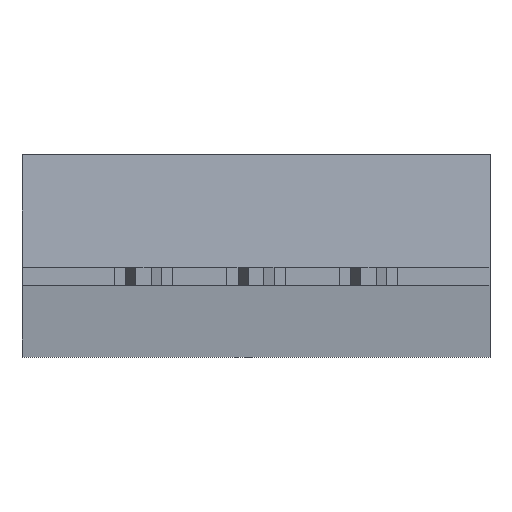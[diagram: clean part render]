
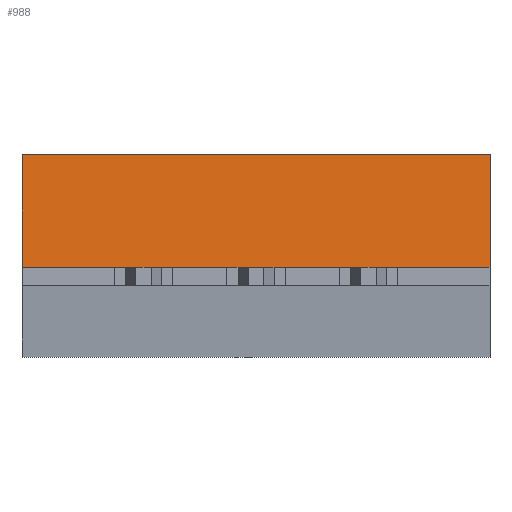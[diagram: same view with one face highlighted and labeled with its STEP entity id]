
A CAD part, front view. The second image highlights one B-rep face of the part: STEP entity #988.
In plain terms, the highlighted planar face has unit normal (0, -0.998, 0.07).
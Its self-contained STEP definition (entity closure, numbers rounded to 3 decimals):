
#27=PLANE('',#1063);
#78=FACE_OUTER_BOUND('',#131,.T.);
#131=EDGE_LOOP('',(#718,#719,#720,#721,#722,#723,#724,#725,#726,#727));
#183=LINE('',#1383,#314);
#186=LINE('',#1389,#317);
#204=LINE('',#1429,#335);
#209=LINE('',#1438,#340);
#211=LINE('',#1444,#342);
#215=LINE('',#1453,#346);
#218=LINE('',#1458,#349);
#219=LINE('',#1459,#350);
#220=LINE('',#1460,#351);
#221=LINE('',#1461,#352);
#314=VECTOR('',#1133,1000.);
#317=VECTOR('',#1138,1000.);
#335=VECTOR('',#1164,1000.);
#340=VECTOR('',#1171,1000.);
#342=VECTOR('',#1175,1000.);
#346=VECTOR('',#1181,1000.);
#349=VECTOR('',#1186,1000.);
#350=VECTOR('',#1187,1000.);
#351=VECTOR('',#1188,1000.);
#352=VECTOR('',#1189,1000.);
#450=VERTEX_POINT('',#1380);
#451=VERTEX_POINT('',#1382);
#453=VERTEX_POINT('',#1388);
#469=VERTEX_POINT('',#1425);
#471=VERTEX_POINT('',#1428);
#474=VERTEX_POINT('',#1435);
#475=VERTEX_POINT('',#1440);
#477=VERTEX_POINT('',#1443);
#479=VERTEX_POINT('',#1449);
#481=VERTEX_POINT('',#1452);
#539=EDGE_CURVE('',#451,#450,#183,.T.);
#542=EDGE_CURVE('',#451,#453,#186,.T.);
#560=EDGE_CURVE('',#469,#471,#204,.T.);
#565=EDGE_CURVE('',#453,#474,#209,.T.);
#567=EDGE_CURVE('',#475,#477,#211,.T.);
#571=EDGE_CURVE('',#479,#481,#215,.T.);
#574=EDGE_CURVE('',#450,#481,#218,.T.);
#575=EDGE_CURVE('',#477,#479,#219,.T.);
#576=EDGE_CURVE('',#471,#475,#220,.T.);
#577=EDGE_CURVE('',#474,#469,#221,.T.);
#718=ORIENTED_EDGE('',*,*,#574,.T.);
#719=ORIENTED_EDGE('',*,*,#571,.F.);
#720=ORIENTED_EDGE('',*,*,#575,.F.);
#721=ORIENTED_EDGE('',*,*,#567,.F.);
#722=ORIENTED_EDGE('',*,*,#576,.F.);
#723=ORIENTED_EDGE('',*,*,#560,.F.);
#724=ORIENTED_EDGE('',*,*,#577,.F.);
#725=ORIENTED_EDGE('',*,*,#565,.F.);
#726=ORIENTED_EDGE('',*,*,#542,.F.);
#727=ORIENTED_EDGE('',*,*,#539,.T.);
#988=ADVANCED_FACE('',(#78),#27,.F.);
#1063=AXIS2_PLACEMENT_3D('',#1457,#1184,#1185);
#1133=DIRECTION('',(-1.,0.,0.));
#1138=DIRECTION('',(0.,-0.07,-0.998));
#1164=DIRECTION('',(-1.,0.,0.));
#1171=DIRECTION('',(-1.,0.,0.));
#1175=DIRECTION('',(-1.,0.,0.));
#1181=DIRECTION('',(-1.,0.,0.));
#1184=DIRECTION('center_axis',(0.,0.998,-0.07));
#1185=DIRECTION('ref_axis',(0.,0.07,0.998));
#1186=DIRECTION('',(0.,-0.07,-0.998));
#1187=DIRECTION('',(-1.,0.,0.));
#1188=DIRECTION('',(-1.,0.,0.));
#1189=DIRECTION('',(-1.,0.,0.));
#1380=CARTESIAN_POINT('',(-5.2,-14.725,0.));
#1382=CARTESIAN_POINT('',(5.2,-14.725,0.));
#1383=CARTESIAN_POINT('',(5.2,-14.725,0.));
#1388=CARTESIAN_POINT('',(5.2,-14.9,-2.5));
#1389=CARTESIAN_POINT('',(5.2,-14.9,-2.5));
#1425=CARTESIAN_POINT('',(1.85,-14.9,-2.5));
#1428=CARTESIAN_POINT('',(0.65,-14.9,-2.5));
#1429=CARTESIAN_POINT('',(5.2,-14.9,-2.5));
#1435=CARTESIAN_POINT('',(3.15,-14.9,-2.5));
#1438=CARTESIAN_POINT('',(5.2,-14.9,-2.5));
#1440=CARTESIAN_POINT('',(-0.65,-14.9,-2.5));
#1443=CARTESIAN_POINT('',(-1.85,-14.9,-2.5));
#1444=CARTESIAN_POINT('',(5.2,-14.9,-2.5));
#1449=CARTESIAN_POINT('',(-3.15,-14.9,-2.5));
#1452=CARTESIAN_POINT('',(-5.2,-14.9,-2.5));
#1453=CARTESIAN_POINT('',(5.2,-14.9,-2.5));
#1457=CARTESIAN_POINT('Origin',(5.2,-14.9,-2.5));
#1458=CARTESIAN_POINT('',(-5.2,-14.9,-2.5));
#1459=CARTESIAN_POINT('',(-3.15,-14.9,-2.5));
#1460=CARTESIAN_POINT('',(-0.65,-14.9,-2.5));
#1461=CARTESIAN_POINT('',(1.85,-14.9,-2.5));
